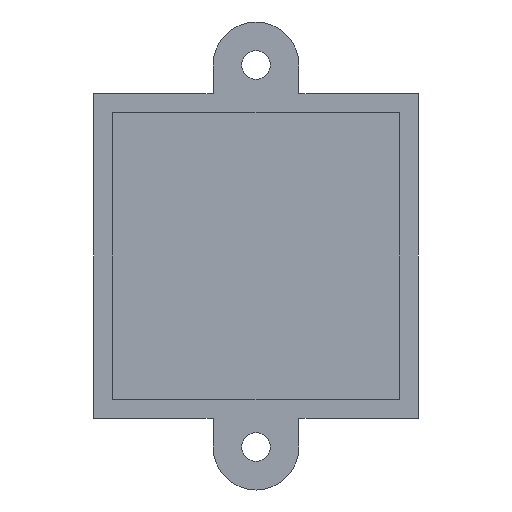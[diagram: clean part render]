
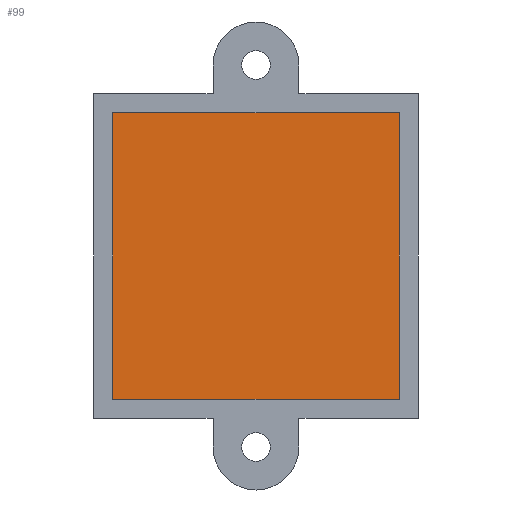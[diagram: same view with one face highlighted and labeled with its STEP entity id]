
A CAD part, front view. The second image highlights one B-rep face of the part: STEP entity #99.
In plain terms, the highlighted planar face has unit normal (0, -1, 0).
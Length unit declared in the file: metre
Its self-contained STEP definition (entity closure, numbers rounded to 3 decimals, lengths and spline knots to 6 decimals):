
#99 = ADVANCED_FACE( '', ( #207 ), #208, .T. );
#207 = FACE_OUTER_BOUND( '', #316, .T. );
#208 = PLANE( '', #317 );
#316 = EDGE_LOOP( '', ( #518, #519, #520, #521 ) );
#317 = AXIS2_PLACEMENT_3D( '', #522, #523, #524 );
#518 = ORIENTED_EDGE( '', *, *, #612, .F. );
#519 = ORIENTED_EDGE( '', *, *, #656, .F. );
#520 = ORIENTED_EDGE( '', *, *, #636, .F. );
#521 = ORIENTED_EDGE( '', *, *, #647, .F. );
#522 = CARTESIAN_POINT( '', ( 0.004, 0.0065, 0. ) );
#523 = DIRECTION( '', ( 0., -1., 0. ) );
#524 = DIRECTION( '', ( 1., 0., 0. ) );
#612 = EDGE_CURVE( '', #725, #727, #728, .T. );
#636 = EDGE_CURVE( '', #762, #764, #765, .T. );
#647 = EDGE_CURVE( '', #727, #762, #779, .T. );
#656 = EDGE_CURVE( '', #764, #725, #789, .T. );
#725 = VERTEX_POINT( '', #877 );
#727 = VERTEX_POINT( '', #880 );
#728 = LINE( '', #881, #882 );
#762 = VERTEX_POINT( '', #924 );
#764 = VERTEX_POINT( '', #927 );
#765 = LINE( '', #928, #929 );
#779 = LINE( '', #950, #951 );
#789 = LINE( '', #963, #964 );
#877 = CARTESIAN_POINT( '', ( -0.0035, 0.0065, -0.0075 ) );
#880 = CARTESIAN_POINT( '', ( -0.0035, 0.0065, 0.0075 ) );
#881 = CARTESIAN_POINT( '', ( -0.0035, 0.0065, -0.003219 ) );
#882 = VECTOR( '', #1015, 1. );
#924 = CARTESIAN_POINT( '', ( 0.0115, 0.0065, 0.0075 ) );
#927 = CARTESIAN_POINT( '', ( 0.0115, 0.0065, -0.0075 ) );
#928 = CARTESIAN_POINT( '', ( 0.0115, 0.0065, -0.003219 ) );
#929 = VECTOR( '', #1049, 1. );
#950 = CARTESIAN_POINT( '', ( 0.004, 0.0065, 0.0075 ) );
#951 = VECTOR( '', #1057, 1. );
#963 = CARTESIAN_POINT( '', ( 0.004, 0.0065, -0.0075 ) );
#964 = VECTOR( '', #1063, 1. );
#1015 = DIRECTION( '', ( 0., 0., 1. ) );
#1049 = DIRECTION( '', ( 0., 0., -1. ) );
#1057 = DIRECTION( '', ( 1., 0., 0. ) );
#1063 = DIRECTION( '', ( -1., 0., 0. ) );
